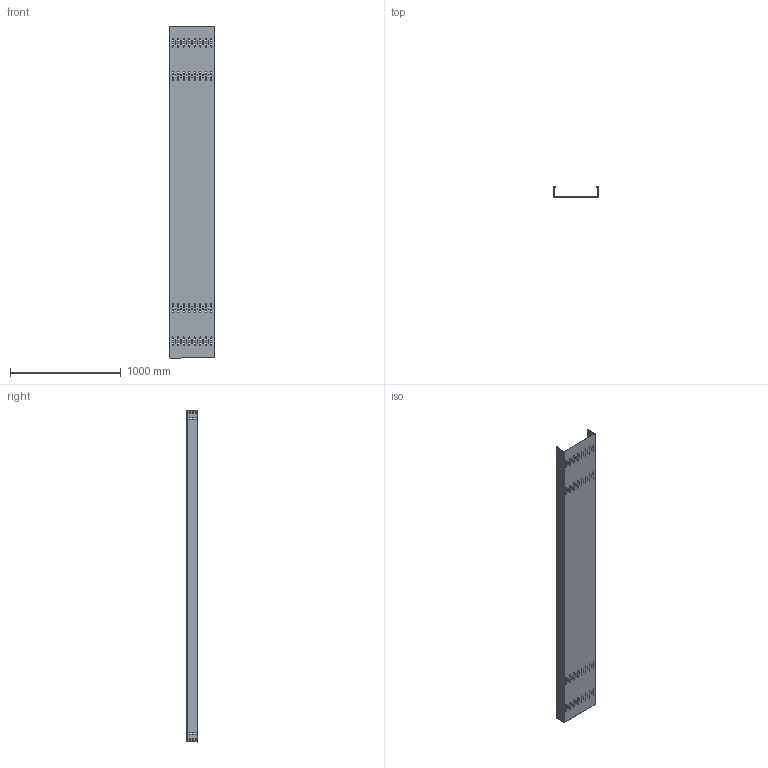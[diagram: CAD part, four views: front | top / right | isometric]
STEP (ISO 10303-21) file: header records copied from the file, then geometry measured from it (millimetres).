
FILE_DESCRIPTION (( 'STEP AP214' ), '1' );
FILE_NAME ('6062006.stp', '2019-12-11T10:41:44', ( '' ), ( '' ), 'SwSTEP 2.0', 'SolidWorks 2018', '' );
FILE_SCHEMA (( 'AUTOMOTIVE_DESIGN' ));
Length unit declared in the file: millimetre
Products named in the file (1): 6062006
Bounding box: 400 x 98 x 3000 mm (x, y, z)
Volume: 3658999.2 mm3; surface area: 3689018.8 mm2
Topology: 1 solids, 1 shells, 614 faces, 1820 edges, 1208 vertices
Faces by surface type: cylinder 352, plane 262
Entity records: 21278 total; most frequent: DIRECTION 3754, CARTESIAN_POINT 3643, ORIENTED_EDGE 3640, EDGE_CURVE 1820, AXIS2_PLACEMENT_3D 1319, VERTEX_POINT 1208, LINE 1116, VECTOR 1116
